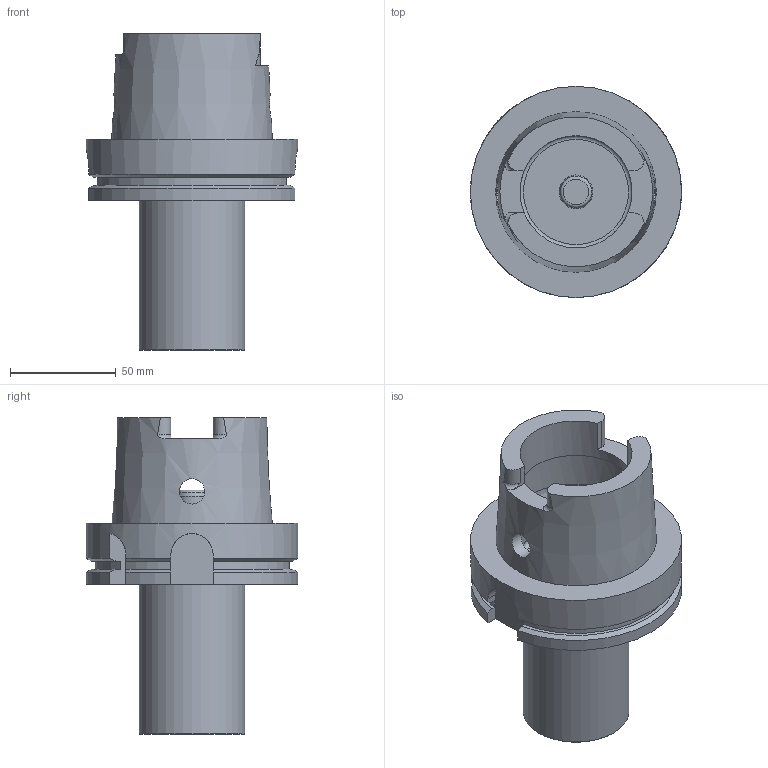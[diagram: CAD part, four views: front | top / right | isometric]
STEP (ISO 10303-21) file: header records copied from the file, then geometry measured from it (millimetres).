
FILE_DESCRIPTION(/* description */ (''),/* implementation_level */ '2;1');
FILE_NAME(/* name */ '6980_1_3D.STP',/* time_stamp */ '2023-01-18T08:45:18+01:00',/* author */ (''),/* organization */ ('SMS'),/* preprocessor_version */ 'ST-DEVELOPER v16.7',/* originating_system */ 'SIEMENS PLM Software NX 12.0',/* authorisation */ '');
FILE_SCHEMA (('AUTOMOTIVE_DESIGN { 1 0 10303 214 3 1 1 1 }'));
Length unit declared in the file: millimetre
Products named in the file (1): 6980_1_3D
Bounding box: 99.93 x 99.93 x 149.9 mm (x, y, z)
Volume: 405600.6 mm3; surface area: 61174.2 mm2
Topology: 1 solids, 1 shells, 70 faces, 199 edges, 131 vertices
Faces by surface type: plane 31, cylinder 23, cone 10, torus 6
Full cylindrical faces by diameter (mm): 12 x2, 16 x1, 50 x1, 53.06 x2, 63.095 x1, 99.93 x1
Entity records: 2291 total; most frequent: CARTESIAN_POINT 568, DIRECTION 348, ORIENTED_EDGE 340, EDGE_CURVE 170, AXIS2_PLACEMENT_3D 137, VERTEX_POINT 119, EDGE_LOOP 91, LINE 74
